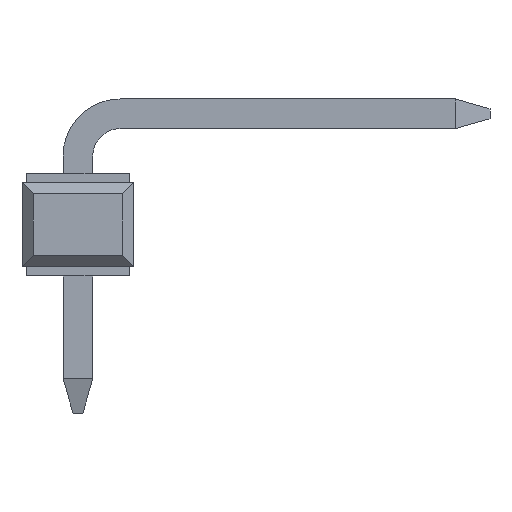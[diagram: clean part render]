
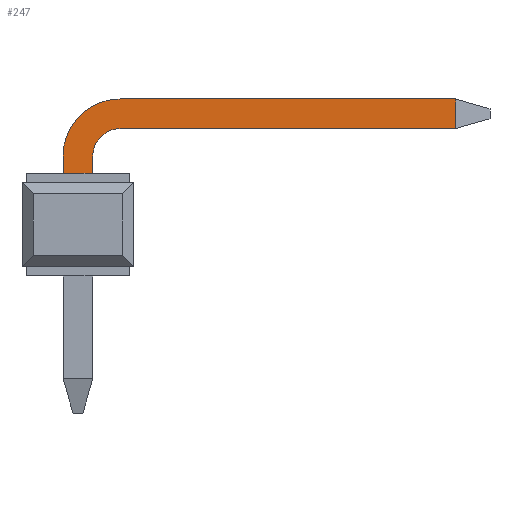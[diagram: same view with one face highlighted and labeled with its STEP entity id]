
A CAD part, left-side view. The second image highlights one B-rep face of the part: STEP entity #247.
In plain terms, the highlighted planar face has unit normal (-1, 0, 0).
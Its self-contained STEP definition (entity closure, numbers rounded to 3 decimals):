
#247=ADVANCED_FACE('',(#705),#706,.T.);
#705=FACE_OUTER_BOUND('',#1202,.T.);
#706=PLANE('',#1203);
#1202=EDGE_LOOP('',(#2855,#2856,#2857,#2858,#2859,#2860,#2861,#2862));
#1203=AXIS2_PLACEMENT_3D('',#2863,#2864,#2865);
#2855=ORIENTED_EDGE('',*,*,#3667,.F.);
#2856=ORIENTED_EDGE('',*,*,#3675,.T.);
#2857=ORIENTED_EDGE('',*,*,#3658,.F.);
#2858=ORIENTED_EDGE('',*,*,#3654,.F.);
#2859=ORIENTED_EDGE('',*,*,#3676,.F.);
#2860=ORIENTED_EDGE('',*,*,#3187,.T.);
#2861=ORIENTED_EDGE('',*,*,#3677,.F.);
#2862=ORIENTED_EDGE('',*,*,#3669,.F.);
#2863=CARTESIAN_POINT('',(-0.33,0.3,2.465));
#2864=DIRECTION('',(-1.0,0.0,0.0));
#2865=DIRECTION('',(0.0,0.0,1.0));
#3187=EDGE_CURVE('',#3802,#3807,#3809,.T.);
#3654=EDGE_CURVE('',#4568,#4569,#4570,.T.);
#3658=EDGE_CURVE('',#4569,#4576,#4577,.T.);
#3667=EDGE_CURVE('',#4592,#4594,#4595,.T.);
#3669=EDGE_CURVE('',#4594,#4597,#4598,.T.);
#3675=EDGE_CURVE('',#4592,#4576,#4605,.T.);
#3676=EDGE_CURVE('',#3802,#4568,#4606,.T.);
#3677=EDGE_CURVE('',#4597,#3807,#4607,.T.);
#3802=VERTEX_POINT('',#4784);
#3807=VERTEX_POINT('',#4791);
#3809=LINE('',#4794,#4795);
#4568=VERTEX_POINT('',#6000);
#4569=VERTEX_POINT('',#6001);
#4570=CIRCLE('',#6002,1.27);
#4576=VERTEX_POINT('',#6010);
#4577=LINE('',#6011,#6012);
#4592=VERTEX_POINT('',#6034);
#4594=VERTEX_POINT('',#6037);
#4595=LINE('',#6038,#6039);
#4597=VERTEX_POINT('',#6042);
#4598=CIRCLE('',#6043,0.61);
#4605=LINE('',#6054,#6055);
#4606=LINE('',#6056,#6057);
#4607=LINE('',#6058,#6059);
#4784=CARTESIAN_POINT('',(-0.33,1.57,2.085));
#4791=CARTESIAN_POINT('',(-0.33,0.91,2.085));
#4794=CARTESIAN_POINT('',(-0.33,2.385,2.085));
#4795=VECTOR('',#6187,1.0);
#6000=CARTESIAN_POINT('',(-0.33,1.57,2.465));
#6001=CARTESIAN_POINT('',(-0.33,0.3,3.735));
#6002=AXIS2_PLACEMENT_3D('',#6694,#6695,#6696);
#6010=CARTESIAN_POINT('',(-0.33,-7.17,3.735));
#6011=CARTESIAN_POINT('',(-0.33,0.3,3.735));
#6012=VECTOR('',#6702,1.0);
#6034=CARTESIAN_POINT('',(-0.33,-7.17,3.075));
#6037=CARTESIAN_POINT('',(-0.33,0.3,3.075));
#6038=CARTESIAN_POINT('',(-0.33,-7.93,3.075));
#6039=VECTOR('',#6711,1.0);
#6042=CARTESIAN_POINT('',(-0.33,0.91,2.465));
#6043=AXIS2_PLACEMENT_3D('',#6713,#6714,#6715);
#6054=CARTESIAN_POINT('',(-0.33,-7.17,3.735));
#6055=VECTOR('',#6723,1.0);
#6056=CARTESIAN_POINT('',(-0.33,1.57,-3.255));
#6057=VECTOR('',#6724,1.0);
#6058=CARTESIAN_POINT('',(-0.33,0.91,2.465));
#6059=VECTOR('',#6725,1.0);
#6187=DIRECTION('',(0.0,-1.0,0.0));
#6694=CARTESIAN_POINT('',(-0.33,0.3,2.465));
#6695=DIRECTION('',(1.0,0.0,0.0));
#6696=DIRECTION('',(0.0,1.0,0.0));
#6702=DIRECTION('',(0.0,-1.0,0.));
#6711=DIRECTION('',(0.0,1.0,0.));
#6713=CARTESIAN_POINT('',(-0.33,0.3,2.465));
#6714=DIRECTION('',(-1.0,0.0,0.0));
#6715=DIRECTION('',(0.0,1.0,0.0));
#6723=DIRECTION('',(0.0,0.0,1.0));
#6724=DIRECTION('',(0.0,0.,1.0));
#6725=DIRECTION('',(0.0,0.,-1.0));
